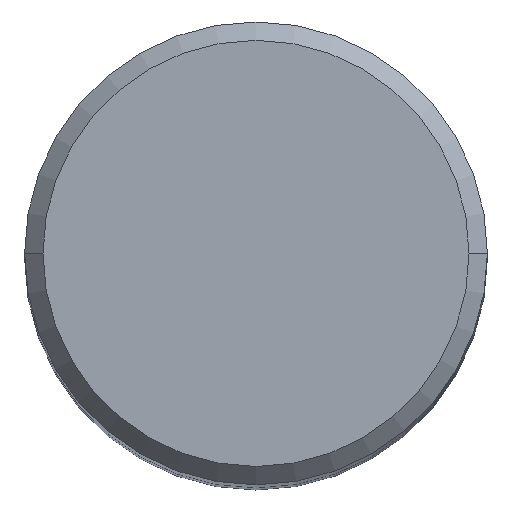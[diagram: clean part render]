
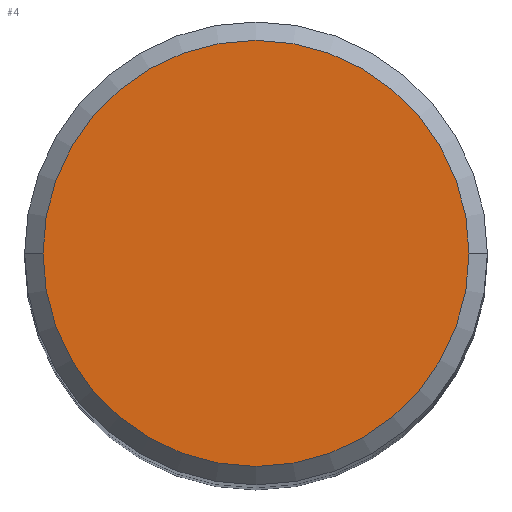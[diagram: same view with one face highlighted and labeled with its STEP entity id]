
A CAD part, top view. The second image highlights one B-rep face of the part: STEP entity #4.
In plain terms, the highlighted planar face has unit normal (0, 0, 1).
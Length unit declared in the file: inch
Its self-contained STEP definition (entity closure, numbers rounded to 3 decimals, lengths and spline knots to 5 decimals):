
#4 = ADVANCED_FACE ( 'NONE', ( #341 ), #131, .F. ) ;
#26 = CARTESIAN_POINT ( 'NONE',  ( 0., 0., 0. ) ) ;
#36 = DIRECTION ( 'NONE',  ( 0., 0., -1. ) ) ;
#48 = CARTESIAN_POINT ( 'NONE',  ( 0.36245, 0., 0. ) ) ;
#70 = DIRECTION ( 'NONE',  ( 0., 0., 1. ) ) ;
#92 = CARTESIAN_POINT ( 'NONE',  ( 0., 0., 0. ) ) ;
#122 = AXIS2_PLACEMENT_3D ( 'NONE', #92, #36, #245 ) ;
#131 = PLANE ( 'NONE',  #122 ) ;
#148 = ORIENTED_EDGE ( 'NONE', *, *, #276, .T. ) ;
#167 = EDGE_CURVE ( 'NONE', #247, #223, #170, .T. ) ;
#170 = CIRCLE ( 'NONE', #299, 0.36245 ) ;
#175 = DIRECTION ( 'NONE',  ( 0., 0., 1. ) ) ;
#201 = CARTESIAN_POINT ( 'NONE',  ( 0., 0., 0. ) ) ;
#223 = VERTEX_POINT ( 'NONE', #375 ) ;
#232 = AXIS2_PLACEMENT_3D ( 'NONE', #201, #175, #316 ) ;
#245 = DIRECTION ( 'NONE',  ( -1., 0., 0. ) ) ;
#247 = VERTEX_POINT ( 'NONE', #48 ) ;
#276 = EDGE_CURVE ( 'NONE', #223, #247, #368, .T. ) ;
#299 = AXIS2_PLACEMENT_3D ( 'NONE', #26, #70, #377 ) ;
#316 = DIRECTION ( 'NONE',  ( 1., 0., 0. ) ) ;
#341 = FACE_OUTER_BOUND ( 'NONE', #353, .T. ) ;
#353 = EDGE_LOOP ( 'NONE', ( #148, #385 ) ) ;
#368 = CIRCLE ( 'NONE', #232, 0.36245 ) ;
#375 = CARTESIAN_POINT ( 'NONE',  ( -0.36245, 0., 0. ) ) ;
#377 = DIRECTION ( 'NONE',  ( 1., 0., 0. ) ) ;
#385 = ORIENTED_EDGE ( 'NONE', *, *, #167, .T. ) ;
